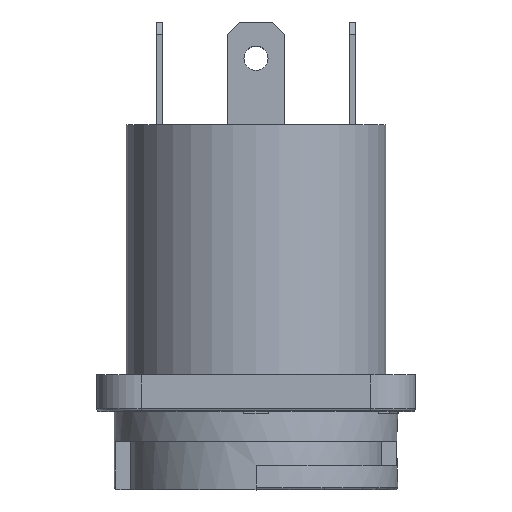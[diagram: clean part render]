
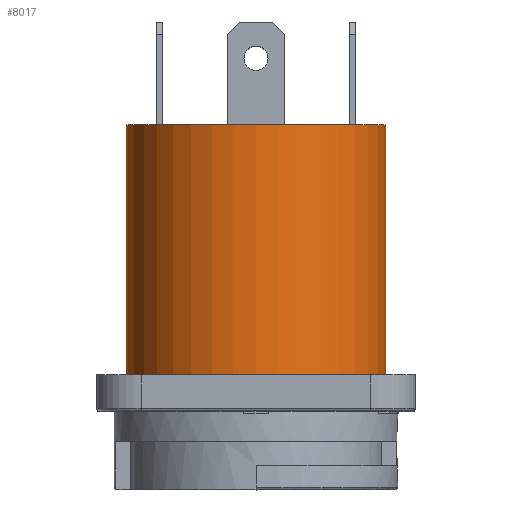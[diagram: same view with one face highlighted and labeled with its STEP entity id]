
A CAD part, top view. The second image highlights one B-rep face of the part: STEP entity #8017.
In plain terms, the highlighted cylindrical face has radius 10.75 mm (diameter 21.5 mm), a full revolution.
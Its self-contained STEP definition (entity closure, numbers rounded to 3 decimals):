
#74=CYLINDRICAL_SURFACE('',#8439,10.75);
#193=CIRCLE('',#8440,10.75);
#194=CIRCLE('',#8441,10.75);
#629=FACE_OUTER_BOUND('',#1038,.T.);
#1038=EDGE_LOOP('',(#5797,#5798,#5799,#5800));
#1737=LINE('',#12549,#2576);
#2576=VECTOR('',#9655,10.75);
#3383=VERTEX_POINT('',#12546);
#3384=VERTEX_POINT('',#12548);
#4306=EDGE_CURVE('',#3383,#3383,#193,.T.);
#4307=EDGE_CURVE('',#3383,#3384,#1737,.T.);
#4308=EDGE_CURVE('',#3384,#3384,#194,.T.);
#5797=ORIENTED_EDGE('',*,*,#4306,.F.);
#5798=ORIENTED_EDGE('',*,*,#4307,.T.);
#5799=ORIENTED_EDGE('',*,*,#4308,.T.);
#5800=ORIENTED_EDGE('',*,*,#4307,.F.);
#8017=ADVANCED_FACE('',(#629),#74,.T.);
#8439=AXIS2_PLACEMENT_3D('',#12545,#9651,#9652);
#8440=AXIS2_PLACEMENT_3D('',#12547,#9653,#9654);
#8441=AXIS2_PLACEMENT_3D('',#12550,#9656,#9657);
#9651=DIRECTION('center_axis',(0.,-1.,0.));
#9652=DIRECTION('ref_axis',(1.,0.,0.));
#9653=DIRECTION('center_axis',(0.,-1.,0.));
#9654=DIRECTION('ref_axis',(1.,0.,0.));
#9655=DIRECTION('',(0.,1.,0.));
#9656=DIRECTION('center_axis',(0.,-1.,0.));
#9657=DIRECTION('ref_axis',(1.,0.,0.));
#12545=CARTESIAN_POINT('Origin',(0.,13.375,0.));
#12546=CARTESIAN_POINT('',(-10.75,3.,0.));
#12547=CARTESIAN_POINT('Origin',(0.,3.,0.));
#12548=CARTESIAN_POINT('',(-10.75,23.75,0.));
#12549=CARTESIAN_POINT('',(-10.75,13.375,0.));
#12550=CARTESIAN_POINT('Origin',(0.,23.75,0.));
